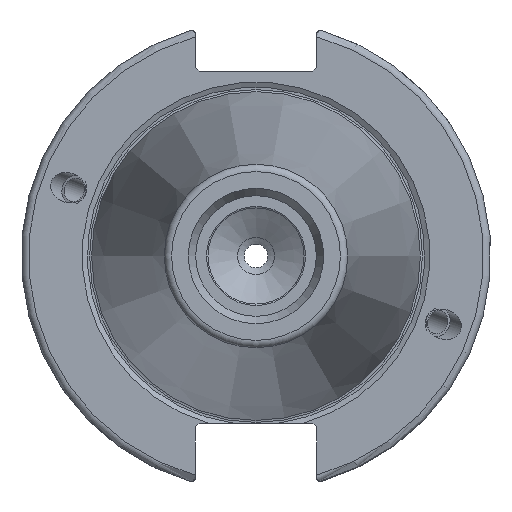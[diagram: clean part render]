
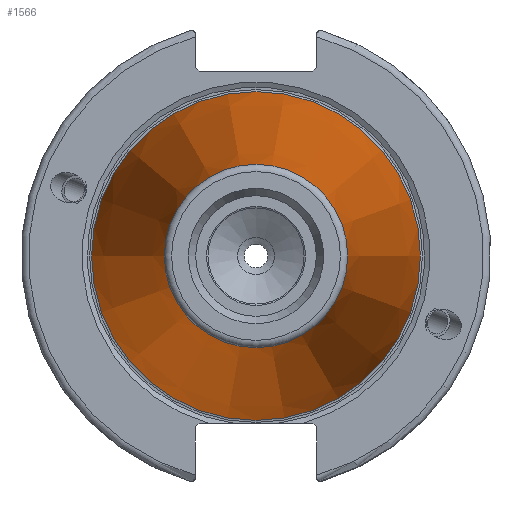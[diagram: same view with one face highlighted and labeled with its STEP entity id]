
A CAD part, left-side view. The second image highlights one B-rep face of the part: STEP entity #1566.
In plain terms, the highlighted conical face has half-angle 8.297 degrees and reference radius 17.248 mm.
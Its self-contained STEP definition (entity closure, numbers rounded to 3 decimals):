
#89=CONICAL_SURFACE('',#1753,17.248,0.145);
#170=LINE('',#2958,#266);
#266=VECTOR('',#2146,17.248);
#421=FACE_OUTER_BOUND('',#520,.T.);
#520=EDGE_LOOP('',(#1349,#1350,#1351,#1352,#1353));
#609=CIRCLE('',#1747,12.397);
#610=CIRCLE('',#1748,12.397);
#614=CIRCLE('',#1754,22.225);
#767=VERTEX_POINT('',#2945);
#768=VERTEX_POINT('',#2946);
#771=VERTEX_POINT('',#2956);
#977=EDGE_CURVE('',#767,#768,#609,.T.);
#978=EDGE_CURVE('',#768,#767,#610,.T.);
#982=EDGE_CURVE('',#771,#771,#614,.T.);
#983=EDGE_CURVE('',#771,#768,#170,.T.);
#1349=ORIENTED_EDGE('',*,*,#982,.F.);
#1350=ORIENTED_EDGE('',*,*,#983,.T.);
#1351=ORIENTED_EDGE('',*,*,#977,.F.);
#1352=ORIENTED_EDGE('',*,*,#978,.F.);
#1353=ORIENTED_EDGE('',*,*,#983,.F.);
#1566=ADVANCED_FACE('',(#421),#89,.T.);
#1747=AXIS2_PLACEMENT_3D('',#2947,#2130,#2131);
#1748=AXIS2_PLACEMENT_3D('',#2948,#2132,#2133);
#1753=AXIS2_PLACEMENT_3D('',#2955,#2142,#2143);
#1754=AXIS2_PLACEMENT_3D('',#2957,#2144,#2145);
#2130=DIRECTION('center_axis',(-1.,0.,0.));
#2131=DIRECTION('ref_axis',(0.,-1.,0.));
#2132=DIRECTION('center_axis',(-1.,0.,0.));
#2133=DIRECTION('ref_axis',(0.,-1.,0.));
#2142=DIRECTION('center_axis',(1.,0.,0.));
#2143=DIRECTION('ref_axis',(0.,1.,0.));
#2144=DIRECTION('center_axis',(1.,0.,0.));
#2145=DIRECTION('ref_axis',(0.,0.,-1.));
#2146=DIRECTION('',(-0.99,0.144,0.));
#2945=CARTESIAN_POINT('',(-67.394,0.,12.397));
#2946=CARTESIAN_POINT('',(-67.394,-12.397,0.));
#2947=CARTESIAN_POINT('Origin',(-67.394,0.,0.));
#2948=CARTESIAN_POINT('Origin',(-67.394,0.,0.));
#2955=CARTESIAN_POINT('Origin',(-34.125,0.,0.));
#2956=CARTESIAN_POINT('',(0.,-22.225,0.));
#2957=CARTESIAN_POINT('Origin',(0.,0.,0.));
#2958=CARTESIAN_POINT('',(-34.125,-17.248,0.));
